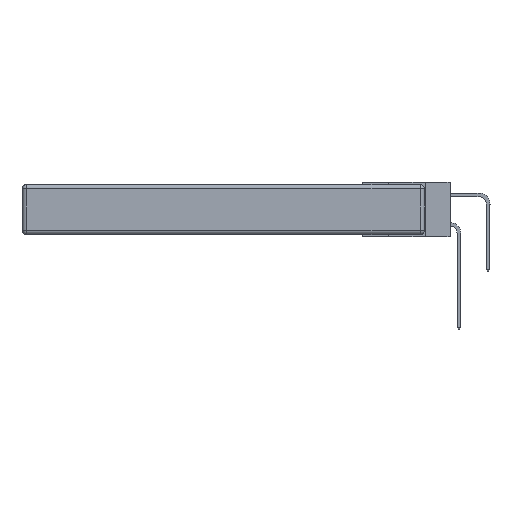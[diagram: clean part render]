
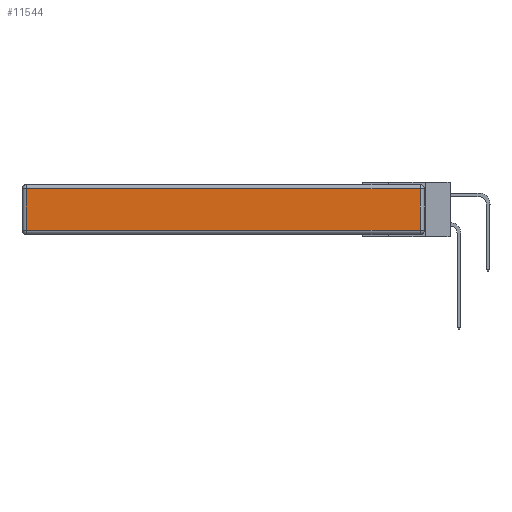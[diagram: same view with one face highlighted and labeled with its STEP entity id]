
A CAD part, left-side view. The second image highlights one B-rep face of the part: STEP entity #11544.
In plain terms, the highlighted planar face has unit normal (-1, 0, 0).
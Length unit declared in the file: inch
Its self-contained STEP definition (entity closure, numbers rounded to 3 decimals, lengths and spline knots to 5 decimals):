
#922 = CARTESIAN_POINT ( 'NONE',  ( 0., 0., -0.343 ) ) ;
#1687 = VECTOR ( 'NONE', #1763, 39.37008 ) ;
#1763 = DIRECTION ( 'NONE',  ( 0., 0., 1. ) ) ;
#2227 = ORIENTED_EDGE ( 'NONE', *, *, #14509, .T. ) ;
#2511 = EDGE_LOOP ( 'NONE', ( #2227, #8375, #9689, #5564 ) ) ;
#2525 = DIRECTION ( 'NONE',  ( -1., 0., 0. ) ) ;
#3410 = CARTESIAN_POINT ( 'NONE',  ( 0., 0.03, -0.343 ) ) ;
#5564 = ORIENTED_EDGE ( 'NONE', *, *, #7306, .T. ) ;
#6019 = VERTEX_POINT ( 'NONE', #18728 ) ;
#6568 = DIRECTION ( 'NONE',  ( 0., 1., 0. ) ) ;
#7218 = LINE ( 'NONE', #17967, #18722 ) ;
#7306 = EDGE_CURVE ( 'NONE', #14603, #8279, #16038, .T. ) ;
#7744 = EDGE_CURVE ( 'NONE', #6019, #14603, #11696, .T. ) ;
#8279 = VERTEX_POINT ( 'NONE', #19626 ) ;
#8375 = ORIENTED_EDGE ( 'NONE', *, *, #10206, .T. ) ;
#9227 = VERTEX_POINT ( 'NONE', #18783 ) ;
#9241 = DIRECTION ( 'NONE',  ( 0., 0., 1. ) ) ;
#9414 = VECTOR ( 'NONE', #6568, 39.37008 ) ;
#9504 = CARTESIAN_POINT ( 'NONE',  ( 0., 2.72, -0.343 ) ) ;
#9689 = ORIENTED_EDGE ( 'NONE', *, *, #7744, .T. ) ;
#9813 = DIRECTION ( 'NONE',  ( 0., -1., 0. ) ) ;
#10206 = EDGE_CURVE ( 'NONE', #9227, #6019, #20072, .T. ) ;
#11544 = ADVANCED_FACE ( 'NONE', ( #12060 ), #20435, .T. ) ;
#11696 = LINE ( 'NONE', #14892, #9414 ) ;
#12060 = FACE_OUTER_BOUND ( 'NONE', #2511, .T. ) ;
#12989 = VECTOR ( 'NONE', #20936, 39.37008 ) ;
#14509 = EDGE_CURVE ( 'NONE', #8279, #9227, #7218, .T. ) ;
#14603 = VERTEX_POINT ( 'NONE', #14951 ) ;
#14892 = CARTESIAN_POINT ( 'NONE',  ( 0., 2.75, -0.03 ) ) ;
#14951 = CARTESIAN_POINT ( 'NONE',  ( 0., 2.72, -0.03 ) ) ;
#16038 = LINE ( 'NONE', #9504, #12989 ) ;
#17673 = AXIS2_PLACEMENT_3D ( 'NONE', #922, #2525, #9241 ) ;
#17967 = CARTESIAN_POINT ( 'NONE',  ( 0., 0., -0.313 ) ) ;
#18722 = VECTOR ( 'NONE', #9813, 39.37008 ) ;
#18728 = CARTESIAN_POINT ( 'NONE',  ( 0., 0.03, -0.03 ) ) ;
#18783 = CARTESIAN_POINT ( 'NONE',  ( 0., 0.03, -0.313 ) ) ;
#19626 = CARTESIAN_POINT ( 'NONE',  ( 0., 2.72, -0.313 ) ) ;
#20072 = LINE ( 'NONE', #3410, #1687 ) ;
#20435 = PLANE ( 'NONE',  #17673 ) ;
#20936 = DIRECTION ( 'NONE',  ( 0., 0., -1. ) ) ;
